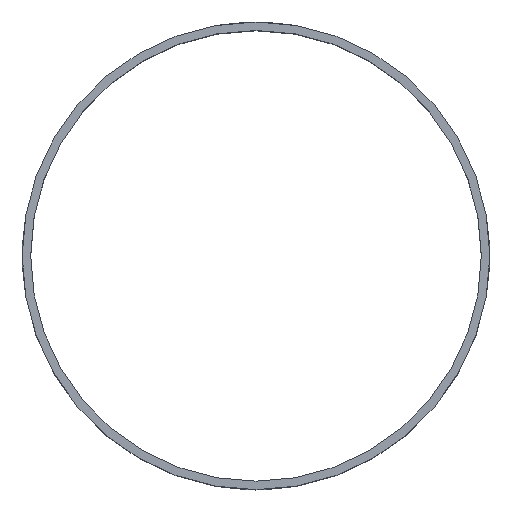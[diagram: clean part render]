
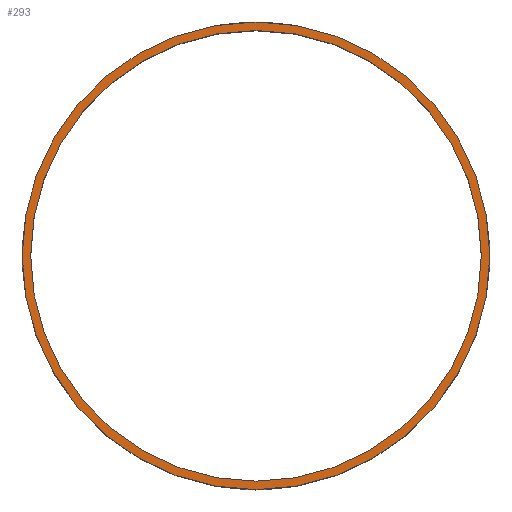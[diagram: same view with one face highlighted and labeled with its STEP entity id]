
A CAD part, top view. The second image highlights one B-rep face of the part: STEP entity #293.
In plain terms, the highlighted planar face has unit normal (0, 0, 1).
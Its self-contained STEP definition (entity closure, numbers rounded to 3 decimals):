
#15=PLANE('',#323);
#29=FACE_BOUND('',#64,.T.);
#31=CIRCLE('',#318,53.);
#33=CIRCLE('',#321,55.);
#39=FACE_OUTER_BOUND('',#63,.T.);
#63=EDGE_LOOP('',(#243));
#64=EDGE_LOOP('',(#244));
#129=VERTEX_POINT('',#525);
#141=VERTEX_POINT('',#755);
#159=EDGE_CURVE('',#129,#129,#31,.T.);
#174=EDGE_CURVE('',#141,#141,#33,.T.);
#243=ORIENTED_EDGE('',*,*,#174,.T.);
#244=ORIENTED_EDGE('',*,*,#159,.T.);
#293=ADVANCED_FACE('',(#39,#29),#15,.T.);
#318=AXIS2_PLACEMENT_3D('',#526,#341,#342);
#321=AXIS2_PLACEMENT_3D('',#756,#350,#351);
#323=AXIS2_PLACEMENT_3D('',#984,#357,#358);
#341=DIRECTION('center_axis',(0.,0.,-1.));
#342=DIRECTION('ref_axis',(1.,0.,0.));
#350=DIRECTION('center_axis',(0.,0.,1.));
#351=DIRECTION('ref_axis',(1.,0.,0.));
#357=DIRECTION('center_axis',(0.,0.,1.));
#358=DIRECTION('ref_axis',(1.,0.,0.));
#525=CARTESIAN_POINT('',(-53.,0.,45.));
#526=CARTESIAN_POINT('Origin',(0.,0.,45.));
#755=CARTESIAN_POINT('',(-55.,0.,45.));
#756=CARTESIAN_POINT('Origin',(0.,0.,45.));
#984=CARTESIAN_POINT('Origin',(0.,0.,45.));
